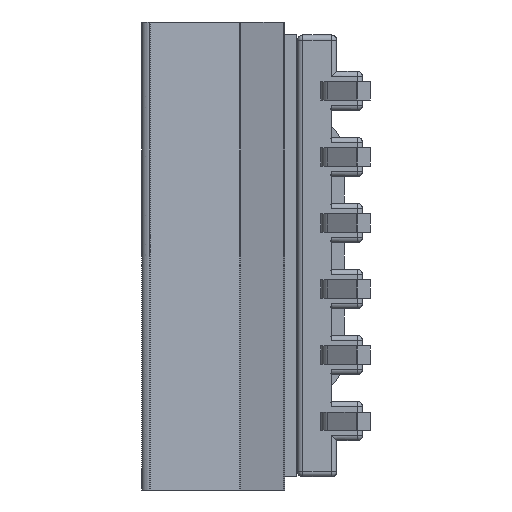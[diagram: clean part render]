
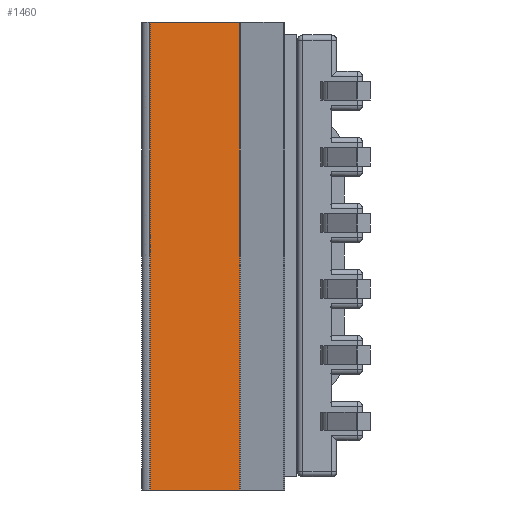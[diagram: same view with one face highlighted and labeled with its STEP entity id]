
A CAD part, left-side view. The second image highlights one B-rep face of the part: STEP entity #1460.
In plain terms, the highlighted planar face has unit normal (-0.994, -0.11, 0).
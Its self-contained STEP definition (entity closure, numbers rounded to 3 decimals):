
#630=CARTESIAN_POINT('',(-9.486,3.542,9.));
#640=VERTEX_POINT('',#630);
#670=CARTESIAN_POINT('',(-9.486,3.542,
0.8));
#680=DIRECTION('',(0.,0.,-1.));
#690=VECTOR('',#680,1.);
#700=LINE('',#670,#690);
#710=CARTESIAN_POINT('',(-9.486,3.542,-9.));
#720=VERTEX_POINT('',#710);
#730=EDGE_CURVE('',#640,#720,#700,.T.);
#1160=CARTESIAN_POINT('',(-9.103,0.087,8.8));
#1170=DIRECTION('',(0.994,0.11,0.));
#1180=DIRECTION('',(0.11,-0.994,0.));
#1190=AXIS2_PLACEMENT_3D('',#1160,#1170,#1180);
#1200=PLANE('',#1190);
#1210=CARTESIAN_POINT('',(-9.104,0.104,
0.8));
#1220=DIRECTION('',(0.,0.,-1.));
#1230=VECTOR('',#1220,1.);
#1240=LINE('',#1210,#1230);
#1250=CARTESIAN_POINT('',(-9.104,0.104,9.));
#1260=VERTEX_POINT('',#1250);
#1270=CARTESIAN_POINT('',(-9.104,0.104,-9.));
#1280=VERTEX_POINT('',#1270);
#1290=EDGE_CURVE('',#1260,#1280,#1240,.T.);
#1300=ORIENTED_EDGE('',*,*,#1290,.F.);
#1310=CARTESIAN_POINT('',(-9.501,3.675,-9.));
#1320=DIRECTION('',(0.11,-0.994,0.));
#1330=VECTOR('',#1320,1.);
#1340=LINE('',#1310,#1330);
#1350=EDGE_CURVE('',#720,#1280,#1340,.T.);
#1360=ORIENTED_EDGE('',*,*,#1350,.T.);
#1370=ORIENTED_EDGE('',*,*,#730,.T.);
#1380=CARTESIAN_POINT('',(-9.501,3.675,9.));
#1390=DIRECTION('',(0.11,-0.994,0.));
#1400=VECTOR('',#1390,1.);
#1410=LINE('',#1380,#1400);
#1420=EDGE_CURVE('',#640,#1260,#1410,.T.);
#1430=ORIENTED_EDGE('',*,*,#1420,.F.);
#1440=EDGE_LOOP('',(#1430,#1370,#1360,#1300));
#1450=FACE_OUTER_BOUND('',#1440,.T.);
#1460=ADVANCED_FACE('',(#1450),#1200,.F.);
